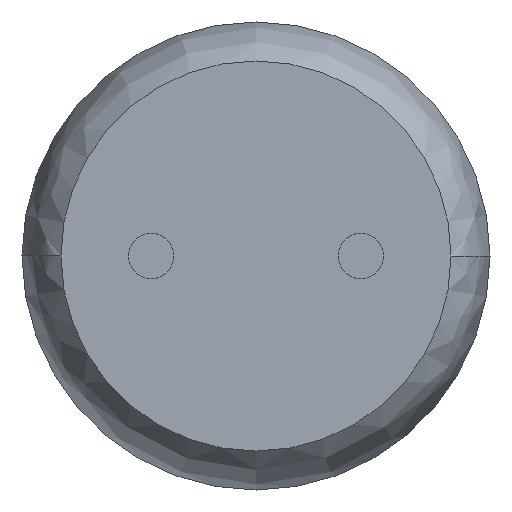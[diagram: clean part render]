
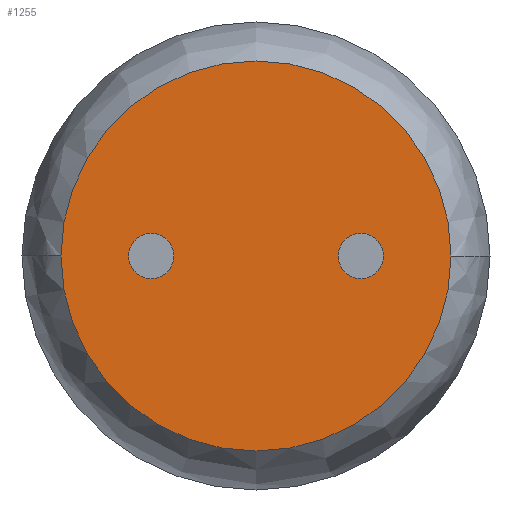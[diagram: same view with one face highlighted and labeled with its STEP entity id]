
A CAD part, front view. The second image highlights one B-rep face of the part: STEP entity #1255.
In plain terms, the highlighted planar face has unit normal (0, -1, 0).
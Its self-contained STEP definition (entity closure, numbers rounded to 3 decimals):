
#38 = CARTESIAN_POINT ( 'NONE',  ( -1.5, 0., 0.325 ) ) ;
#74 = AXIS2_PLACEMENT_3D ( 'NONE', #6563, #2728, #4855 ) ;
#131 = CIRCLE ( 'NONE', #1030, 0.325 ) ;
#183 = CARTESIAN_POINT ( 'NONE',  ( 1.5, 0., 0. ) ) ;
#224 = EDGE_LOOP ( 'NONE', ( #6276, #6619 ) ) ;
#397 = CIRCLE ( 'NONE', #1541, 0.325 ) ;
#480 = EDGE_CURVE ( 'NONE', #4994, #5658, #2220, .T. ) ;
#594 = EDGE_CURVE ( 'NONE', #2050, #6226, #397, .T. ) ;
#681 = EDGE_LOOP ( 'NONE', ( #2392, #3676 ) ) ;
#716 = DIRECTION ( 'NONE',  ( 0., 0., -1. ) ) ;
#757 = CARTESIAN_POINT ( 'NONE',  ( 2.792, 0., 0. ) ) ;
#971 = FACE_BOUND ( 'NONE', #224, .T. ) ;
#993 = EDGE_CURVE ( 'NONE', #1365, #2192, #2118, .T. ) ;
#1018 = CARTESIAN_POINT ( 'NONE',  ( -2.792, 0., 0. ) ) ;
#1030 = AXIS2_PLACEMENT_3D ( 'NONE', #5107, #5676, #6702 ) ;
#1129 = CARTESIAN_POINT ( 'NONE',  ( 1.175, 0., 0. ) ) ;
#1182 = CARTESIAN_POINT ( 'NONE',  ( 1.5, 0., 0. ) ) ;
#1255 = ADVANCED_FACE ( 'NONE', ( #971, #3162, #1935 ), #5403, .T. ) ;
#1275 = DIRECTION ( 'NONE',  ( 0., -1., 0. ) ) ;
#1365 = VERTEX_POINT ( 'NONE', #757 ) ;
#1464 = DIRECTION ( 'NONE',  ( 0., 0., -1. ) ) ;
#1541 = AXIS2_PLACEMENT_3D ( 'NONE', #1930, #4731, #1464 ) ;
#1870 = EDGE_LOOP ( 'NONE', ( #5543, #4659 ) ) ;
#1930 = CARTESIAN_POINT ( 'NONE',  ( -1.5, 0., 0. ) ) ;
#1935 = FACE_OUTER_BOUND ( 'NONE', #681, .T. ) ;
#2050 = VERTEX_POINT ( 'NONE', #38 ) ;
#2118 = CIRCLE ( 'NONE', #3848, 2.792 ) ;
#2192 = VERTEX_POINT ( 'NONE', #1018 ) ;
#2220 = CIRCLE ( 'NONE', #3608, 0.325 ) ;
#2392 = ORIENTED_EDGE ( 'NONE', *, *, #993, .T. ) ;
#2508 = CARTESIAN_POINT ( 'NONE',  ( -1.5, 0., -0.325 ) ) ;
#2692 = EDGE_CURVE ( 'NONE', #5658, #4994, #6105, .T. ) ;
#2728 = DIRECTION ( 'NONE',  ( 0., -1., 0. ) ) ;
#3051 = CARTESIAN_POINT ( 'NONE',  ( 1.825, 0., 0. ) ) ;
#3162 = FACE_BOUND ( 'NONE', #1870, .T. ) ;
#3368 = DIRECTION ( 'NONE',  ( 0., -1., 0. ) ) ;
#3608 = AXIS2_PLACEMENT_3D ( 'NONE', #1182, #5115, #4529 ) ;
#3676 = ORIENTED_EDGE ( 'NONE', *, *, #5807, .T. ) ;
#3728 = EDGE_CURVE ( 'NONE', #6226, #2050, #131, .T. ) ;
#3848 = AXIS2_PLACEMENT_3D ( 'NONE', #6232, #1275, #5171 ) ;
#4529 = DIRECTION ( 'NONE',  ( 0., 0., -1. ) ) ;
#4659 = ORIENTED_EDGE ( 'NONE', *, *, #3728, .F. ) ;
#4731 = DIRECTION ( 'NONE',  ( 0., -1., 0. ) ) ;
#4855 = DIRECTION ( 'NONE',  ( 0., 0., -1. ) ) ;
#4868 = CIRCLE ( 'NONE', #6691, 2.792 ) ;
#4994 = VERTEX_POINT ( 'NONE', #1129 ) ;
#5107 = CARTESIAN_POINT ( 'NONE',  ( -1.5, 0., 0. ) ) ;
#5115 = DIRECTION ( 'NONE',  ( 0., -1., 0. ) ) ;
#5171 = DIRECTION ( 'NONE',  ( 0., 0., -1. ) ) ;
#5177 = DIRECTION ( 'NONE',  ( 0., 0., -1. ) ) ;
#5403 = PLANE ( 'NONE',  #74 ) ;
#5543 = ORIENTED_EDGE ( 'NONE', *, *, #594, .F. ) ;
#5638 = DIRECTION ( 'NONE',  ( 0., -1., 0. ) ) ;
#5658 = VERTEX_POINT ( 'NONE', #3051 ) ;
#5672 = CARTESIAN_POINT ( 'NONE',  ( 0., 0., 0. ) ) ;
#5676 = DIRECTION ( 'NONE',  ( 0., -1., 0. ) ) ;
#5807 = EDGE_CURVE ( 'NONE', #2192, #1365, #4868, .T. ) ;
#6105 = CIRCLE ( 'NONE', #6779, 0.325 ) ;
#6226 = VERTEX_POINT ( 'NONE', #2508 ) ;
#6232 = CARTESIAN_POINT ( 'NONE',  ( 0., 0., 0. ) ) ;
#6276 = ORIENTED_EDGE ( 'NONE', *, *, #480, .F. ) ;
#6563 = CARTESIAN_POINT ( 'NONE',  ( 0., 0., 0. ) ) ;
#6619 = ORIENTED_EDGE ( 'NONE', *, *, #2692, .F. ) ;
#6691 = AXIS2_PLACEMENT_3D ( 'NONE', #5672, #3368, #716 ) ;
#6702 = DIRECTION ( 'NONE',  ( 0., 0., -1. ) ) ;
#6779 = AXIS2_PLACEMENT_3D ( 'NONE', #183, #5638, #5177 ) ;
